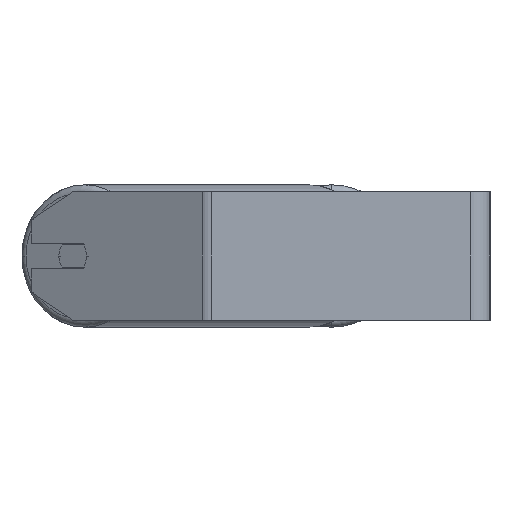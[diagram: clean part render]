
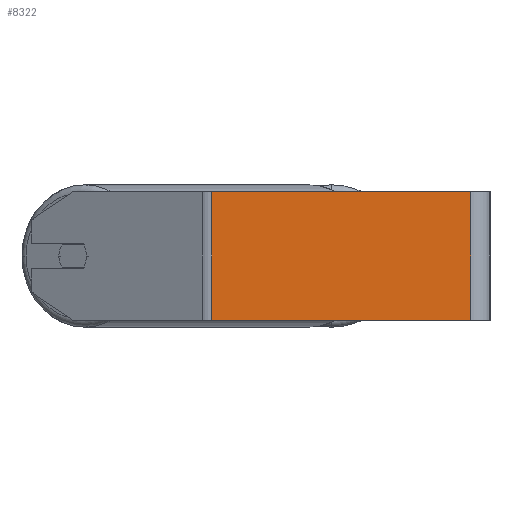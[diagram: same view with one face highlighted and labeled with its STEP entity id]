
A CAD part, left-side view. The second image highlights one B-rep face of the part: STEP entity #8322.
In plain terms, the highlighted planar face has unit normal (-1, 0, 0).
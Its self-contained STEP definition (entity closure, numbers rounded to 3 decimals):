
#47 = DIRECTION ( 'NONE',  ( 0., 0., -1. ) ) ;
#68 = VERTEX_POINT ( 'NONE', #8148 ) ;
#91 = VECTOR ( 'NONE', #47, 1000. ) ;
#218 = ORIENTED_EDGE ( 'NONE', *, *, #1816, .T. ) ;
#1099 = LINE ( 'NONE', #5005, #5394 ) ;
#1412 = LINE ( 'NONE', #4122, #91 ) ;
#1775 = AXIS2_PLACEMENT_3D ( 'NONE', #6405, #8437, #7196 ) ;
#1816 = EDGE_CURVE ( 'NONE', #6900, #68, #1412, .T. ) ;
#2095 = EDGE_CURVE ( 'NONE', #6900, #2247, #4566, .T. ) ;
#2247 = VERTEX_POINT ( 'NONE', #4158 ) ;
#2527 = DIRECTION ( 'NONE',  ( 0., -1., 0. ) ) ;
#3084 = CARTESIAN_POINT ( 'NONE',  ( -490., 173.94, 40. ) ) ;
#3108 = VECTOR ( 'NONE', #8277, 1000. ) ;
#3110 = CARTESIAN_POINT ( 'NONE',  ( -490., 12., -40. ) ) ;
#3382 = EDGE_CURVE ( 'NONE', #2247, #6159, #6866, .T. ) ;
#3499 = CARTESIAN_POINT ( 'NONE',  ( -490., 12., 40. ) ) ;
#3698 = PLANE ( 'NONE',  #1775 ) ;
#4122 = CARTESIAN_POINT ( 'NONE',  ( -490., 173.94, 40. ) ) ;
#4158 = CARTESIAN_POINT ( 'NONE',  ( -490., 12., 40. ) ) ;
#4192 = VECTOR ( 'NONE', #2527, 1000. ) ;
#4393 = ORIENTED_EDGE ( 'NONE', *, *, #2095, .F. ) ;
#4499 = FACE_OUTER_BOUND ( 'NONE', #6592, .T. ) ;
#4566 = LINE ( 'NONE', #4652, #4192 ) ;
#4652 = CARTESIAN_POINT ( 'NONE',  ( -490., 177.155, 40. ) ) ;
#4657 = EDGE_CURVE ( 'NONE', #68, #6159, #1099, .T. ) ;
#5005 = CARTESIAN_POINT ( 'NONE',  ( -490., 177.155, -40. ) ) ;
#5362 = ORIENTED_EDGE ( 'NONE', *, *, #4657, .T. ) ;
#5394 = VECTOR ( 'NONE', #6511, 1000. ) ;
#6159 = VERTEX_POINT ( 'NONE', #3110 ) ;
#6405 = CARTESIAN_POINT ( 'NONE',  ( -490., 177.155, 40. ) ) ;
#6511 = DIRECTION ( 'NONE',  ( 0., -1., 0. ) ) ;
#6592 = EDGE_LOOP ( 'NONE', ( #5362, #8247, #4393, #218 ) ) ;
#6866 = LINE ( 'NONE', #3499, #3108 ) ;
#6900 = VERTEX_POINT ( 'NONE', #3084 ) ;
#7196 = DIRECTION ( 'NONE',  ( 0., 0., -1. ) ) ;
#8148 = CARTESIAN_POINT ( 'NONE',  ( -490., 173.94, -40. ) ) ;
#8247 = ORIENTED_EDGE ( 'NONE', *, *, #3382, .F. ) ;
#8277 = DIRECTION ( 'NONE',  ( 0., 0., -1. ) ) ;
#8322 = ADVANCED_FACE ( 'NONE', ( #4499 ), #3698, .F. ) ;
#8437 = DIRECTION ( 'NONE',  ( 1., 0., 0. ) ) ;
